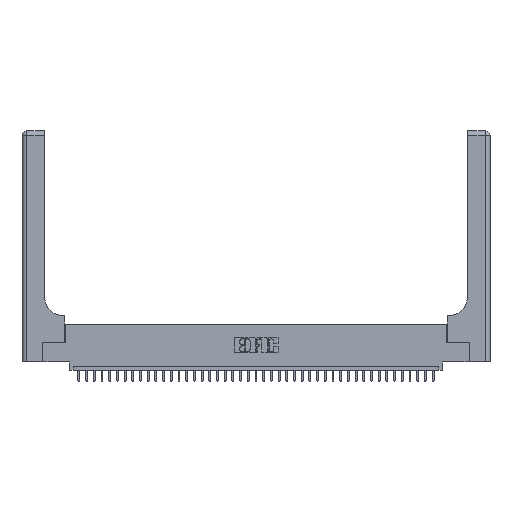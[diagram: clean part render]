
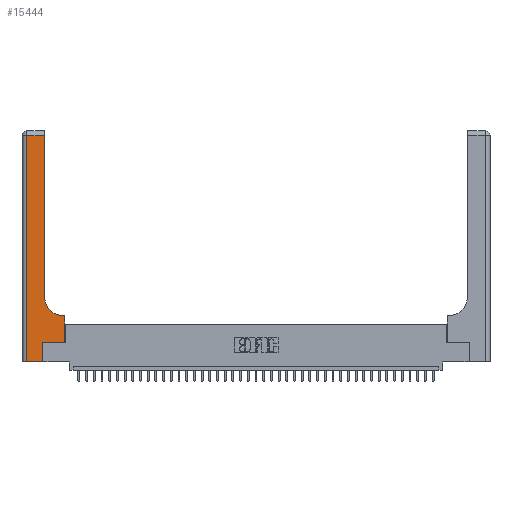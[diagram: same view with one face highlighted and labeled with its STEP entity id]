
A CAD part, top view. The second image highlights one B-rep face of the part: STEP entity #15444.
In plain terms, the highlighted planar face has unit normal (0, 0, 1).
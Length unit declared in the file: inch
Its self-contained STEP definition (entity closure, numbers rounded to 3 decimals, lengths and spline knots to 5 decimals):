
#776 = VECTOR ( 'NONE', #25272, 39.37008 ) ;
#1129 = CARTESIAN_POINT ( 'NONE',  ( 0.5585, 0.25, 0.37 ) ) ;
#2931 = DIRECTION ( 'NONE',  ( 1., 0., 0. ) ) ;
#3043 = LINE ( 'NONE', #39831, #34908 ) ;
#3436 = VERTEX_POINT ( 'NONE', #27143 ) ;
#4011 = VERTEX_POINT ( 'NONE', #32612 ) ;
#4479 = VECTOR ( 'NONE', #20119, 39.37008 ) ;
#4818 = VERTEX_POINT ( 'NONE', #10645 ) ;
#5183 = ORIENTED_EDGE ( 'NONE', *, *, #23128, .T. ) ;
#5592 = VERTEX_POINT ( 'NONE', #26672 ) ;
#6939 = DIRECTION ( 'NONE',  ( 1., 0., 0. ) ) ;
#7286 = VERTEX_POINT ( 'NONE', #22608 ) ;
#7345 = EDGE_CURVE ( 'NONE', #32765, #30993, #12999, .T. ) ;
#7508 = EDGE_CURVE ( 'NONE', #8721, #5592, #25555, .T. ) ;
#7978 = EDGE_CURVE ( 'NONE', #30993, #8721, #15388, .T. ) ;
#8721 = VERTEX_POINT ( 'NONE', #33442 ) ;
#8826 = ORIENTED_EDGE ( 'NONE', *, *, #7508, .T. ) ;
#9307 = LINE ( 'NONE', #38641, #4479 ) ;
#9401 = DIRECTION ( 'NONE',  ( 0., 1., 0. ) ) ;
#9630 = EDGE_CURVE ( 'NONE', #3436, #4011, #3043, .T. ) ;
#9760 = VECTOR ( 'NONE', #36654, 39.37008 ) ;
#9881 = ORIENTED_EDGE ( 'NONE', *, *, #22161, .T. ) ;
#10645 = CARTESIAN_POINT ( 'NONE',  ( 0.06, 2.94, 0.37 ) ) ;
#11118 = ORIENTED_EDGE ( 'NONE', *, *, #14086, .T. ) ;
#12188 = ORIENTED_EDGE ( 'NONE', *, *, #9630, .T. ) ;
#12191 = LINE ( 'NONE', #17816, #9760 ) ;
#12553 = VECTOR ( 'NONE', #6939, 39.37008 ) ;
#12647 = CARTESIAN_POINT ( 'NONE',  ( 0.269, 0., 0.37 ) ) ;
#12752 = LINE ( 'NONE', #16124, #35561 ) ;
#12999 = LINE ( 'NONE', #36078, #12553 ) ;
#14086 = EDGE_CURVE ( 'NONE', #7286, #4818, #12752, .T. ) ;
#15078 = CARTESIAN_POINT ( 'NONE',  ( 0.06, 0., 0.37 ) ) ;
#15388 = LINE ( 'NONE', #27237, #30906 ) ;
#15444 = ADVANCED_FACE ( 'NONE', ( #23337 ), #34260, .F. ) ;
#15614 = CIRCLE ( 'NONE', #28106, 0.25 ) ;
#16124 = CARTESIAN_POINT ( 'NONE',  ( 0., 2.94, 0.37 ) ) ;
#16378 = ORIENTED_EDGE ( 'NONE', *, *, #27200, .T. ) ;
#16629 = CARTESIAN_POINT ( 'NONE',  ( 0.5415, 0.85, 0.37 ) ) ;
#17816 = CARTESIAN_POINT ( 'NONE',  ( 0.06, 3., 0.37 ) ) ;
#18009 = DIRECTION ( 'NONE',  ( -1., 0., 0. ) ) ;
#18551 = DIRECTION ( 'NONE',  ( 0., 0., -1. ) ) ;
#18611 = EDGE_LOOP ( 'NONE', ( #26414, #11118, #5183, #22184, #35920, #8826, #16378, #12188, #9881 ) ) ;
#19536 = DIRECTION ( 'NONE',  ( -1., 0., 0. ) ) ;
#20057 = DIRECTION ( 'NONE',  ( 1., 0., 0. ) ) ;
#20119 = DIRECTION ( 'NONE',  ( 0., 1., 0. ) ) ;
#21613 = CARTESIAN_POINT ( 'NONE',  ( 0.269, 0.25, 0.37 ) ) ;
#22161 = EDGE_CURVE ( 'NONE', #4011, #30436, #15614, .T. ) ;
#22184 = ORIENTED_EDGE ( 'NONE', *, *, #7345, .T. ) ;
#22608 = CARTESIAN_POINT ( 'NONE',  ( 0.2915, 2.94, 0.37 ) ) ;
#23128 = EDGE_CURVE ( 'NONE', #4818, #32765, #12191, .T. ) ;
#23337 = FACE_OUTER_BOUND ( 'NONE', #18611, .T. ) ;
#25272 = DIRECTION ( 'NONE',  ( 0., 1., 0. ) ) ;
#25555 = LINE ( 'NONE', #21613, #27039 ) ;
#26414 = ORIENTED_EDGE ( 'NONE', *, *, #31329, .T. ) ;
#26672 = CARTESIAN_POINT ( 'NONE',  ( 0.5585, 0.25, 0.37 ) ) ;
#27039 = VECTOR ( 'NONE', #2931, 39.37008 ) ;
#27143 = CARTESIAN_POINT ( 'NONE',  ( 0.5585, 0.6, 0.37 ) ) ;
#27200 = EDGE_CURVE ( 'NONE', #5592, #3436, #27804, .T. ) ;
#27237 = CARTESIAN_POINT ( 'NONE',  ( 0.269, 0., 0.37 ) ) ;
#27804 = LINE ( 'NONE', #1129, #776 ) ;
#27960 = CARTESIAN_POINT ( 'NONE',  ( 0.2915, 0.85, 0.37 ) ) ;
#28106 = AXIS2_PLACEMENT_3D ( 'NONE', #16629, #34934, #20057 ) ;
#30436 = VERTEX_POINT ( 'NONE', #27960 ) ;
#30906 = VECTOR ( 'NONE', #9401, 39.37008 ) ;
#30993 = VERTEX_POINT ( 'NONE', #12647 ) ;
#31329 = EDGE_CURVE ( 'NONE', #30436, #7286, #9307, .T. ) ;
#32612 = CARTESIAN_POINT ( 'NONE',  ( 0.5415, 0.6, 0.37 ) ) ;
#32765 = VERTEX_POINT ( 'NONE', #15078 ) ;
#33442 = CARTESIAN_POINT ( 'NONE',  ( 0.269, 0.25, 0.37 ) ) ;
#34260 = PLANE ( 'NONE',  #35047 ) ;
#34518 = CARTESIAN_POINT ( 'NONE',  ( 0., 3., 0.37 ) ) ;
#34908 = VECTOR ( 'NONE', #18009, 39.37008 ) ;
#34934 = DIRECTION ( 'NONE',  ( 0., 0., -1. ) ) ;
#35047 = AXIS2_PLACEMENT_3D ( 'NONE', #34518, #18551, #37467 ) ;
#35561 = VECTOR ( 'NONE', #19536, 39.37008 ) ;
#35920 = ORIENTED_EDGE ( 'NONE', *, *, #7978, .T. ) ;
#36078 = CARTESIAN_POINT ( 'NONE',  ( 0., 0., 0.37 ) ) ;
#36654 = DIRECTION ( 'NONE',  ( 0., -1., 0. ) ) ;
#37467 = DIRECTION ( 'NONE',  ( -1., 0., 0. ) ) ;
#38641 = CARTESIAN_POINT ( 'NONE',  ( 0.2915, 3., 0.37 ) ) ;
#39831 = CARTESIAN_POINT ( 'NONE',  ( 0.2915, 0.6, 0.37 ) ) ;
